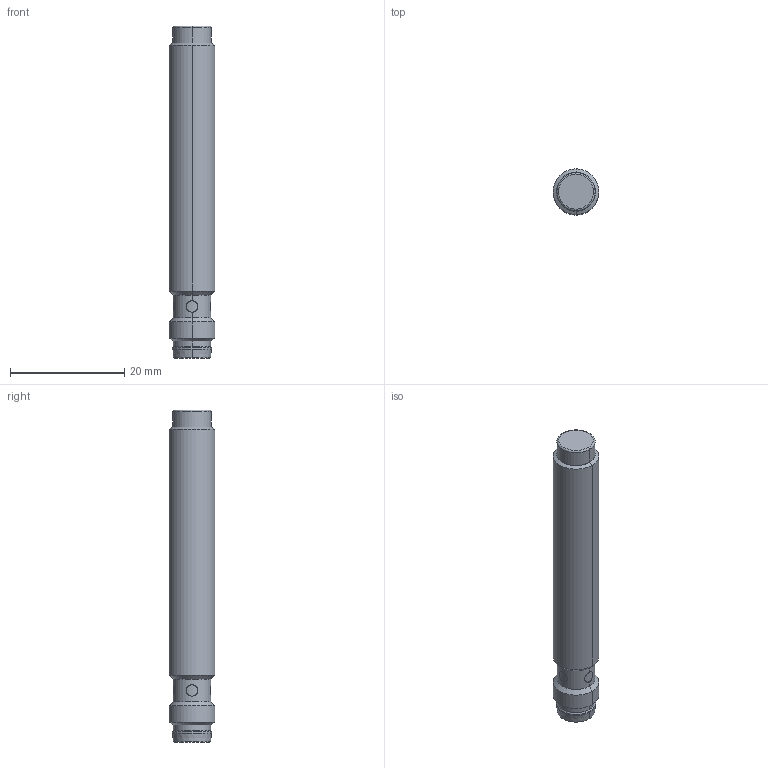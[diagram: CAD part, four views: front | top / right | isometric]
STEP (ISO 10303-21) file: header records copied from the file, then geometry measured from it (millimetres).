
FILE_DESCRIPTION((''),'2;1');
FILE_NAME('M8_LONG_NO_FLUSH_PLUG_ASM','2018-05-23T',('Eric.Zhang'),(''),'PRO/ENGINEER BY PARAMETRIC TECHNOLOGY CORPORATION, 2007450','PRO/ENGINEER BY PARAMETRIC TECHNOLOGY CORPORATION, 2007450','');
FILE_SCHEMA(('AUTOMOTIVE_DESIGN_CC2 { 1 2 10303 214 -1 1 5 2 }'));
Length unit declared in the file: millimetre
Products named in the file (11): 84-016; 93-092; 28-503; 93-095; FERRITE_PIN; M8_LONG_PLUG_NO_FLUSH_PCB; 93-096; 84-018; CONNECOTR_M8_ASM; COMPOUND_LNP; M8_LONG_NO_FLUSH_PLUG_ASM
Assembly tree (13 placements, depth 3):
  M8_LONG_NO_FLUSH_PLUG_ASM
    84-016
    93-092
    28-503
    93-095
    FERRITE_PIN  x2
    M8_LONG_PLUG_NO_FLUSH_PCB
    CONNECOTR_M8_ASM
      93-096
      84-018  x3
    COMPOUND_LNP
Bounding box: 8 x 8 x 58 mm (x, y, z)
Volume: 2613.2 mm3; surface area: 5508.4 mm2
Topology: 16 solids, 16 shells, 353 faces, 882 edges, 569 vertices
Faces by surface type: plane 153, cylinder 146, bspline 24, cone 22, sphere 6, torus 2
Entity records: 12252 total; most frequent: CARTESIAN_POINT 2772, DIRECTION 1744, ORIENTED_EDGE 1612, EDGE_CURVE 806, AXIS2_PLACEMENT_3D 651, VERTEX_POINT 523, VECTOR 442, LINE 442
